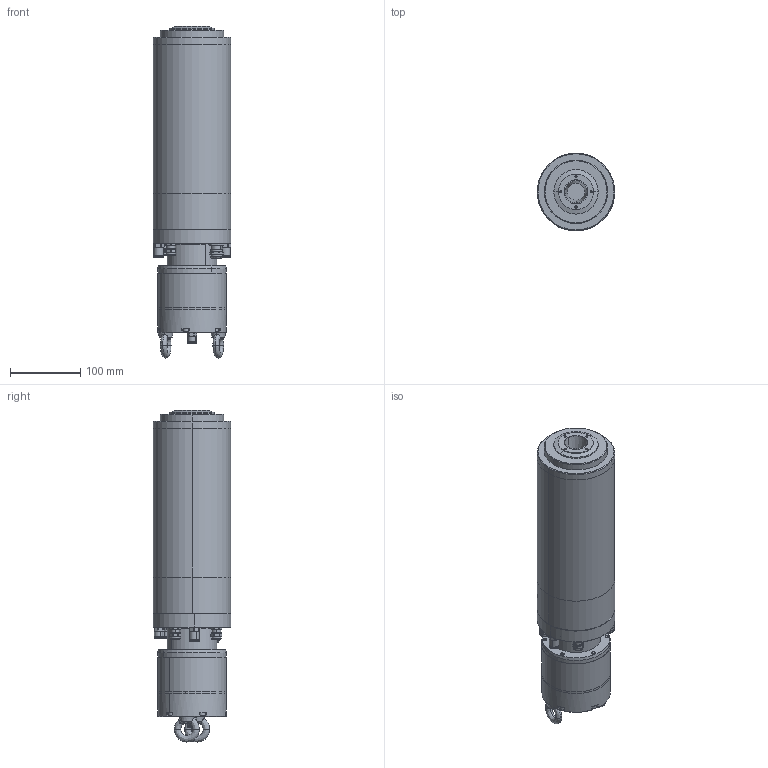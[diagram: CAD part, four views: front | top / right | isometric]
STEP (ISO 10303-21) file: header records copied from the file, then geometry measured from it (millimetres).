
FILE_DESCRIPTION (( 'STEP AP203' ), '1' );
FILE_NAME ('GDL110-30-18Z-3.2籵蚚ァ詰.STEP', '2024-10-07T03:26:52', ( '00' ), ( '' ), 'SwSTEP 2.0', 'SolidWorks 2018', '' );
FILE_SCHEMA (( 'CONFIG_CONTROL_DESIGN' ));
Length unit declared in the file: millimetre
Products named in the file (39): GB／T 70．1-2000内六角圆柱头螺钉M5×90(8．8级); ヶ詰极; M12x1.5踢扽跡擘芛15-18; GB／T 70．1-2000内六角圆柱头螺钉M6×25(8．8级); GDL110-30-24Z儂褲; GDL110-30-18Z-3.2籵蚚ァ詰; ｻ鏸焏; YONG RUI D6辦脣ァ郲RC1-8; GDL110-30-24Z气缸1; 綴詰极; GDL100-125通用活塞; GB／T 70．1-2000内六角圆柱头螺钉M5×45(8．8级); M12x1.5踢扽跡擘芛14-14; ァ詰釱GDL110; 詰裔; GDL110籵蚚ァ詰; 活塞S(带槽); GDL110-30-24Z前螺母; 活塞L(带槽); YONG RUI D8辦脣ァ郲RC1-8; 籵蚚ァ詰蚾饜; 遣喳え; GB 825-88吊环螺钉M8×16(20钢)
Assembly tree (41 placements, depth 4):
  GDL110-30-18Z-3.2籵蚚ァ詰
    GDL110-30-24Z儂褲
    GDL110-30-24Z前螺母
    GDL110-30-24Z气缸1
    GDL110籵蚚ァ詰
      ァ詰釱GDL110
      籵蚚ァ詰蚾饜
        綴詰极
        ヶ詰极
        遣喳え
        詰裔
        ｻ鏸焏
        活塞S(带槽)
        活塞L(带槽)
        GDL100-125通用活塞
        GB／T 70．1-2000内六角圆柱头螺钉M5×45(8．8级)
        GB／T 70．1-2000内六角圆柱头螺钉M5×45(8．8级)
        GB／T 70．1-2000内六角圆柱头螺钉M5×45(8．8级)
        GB／T 70．1-2000内六角圆柱头螺钉M5×45(8．8级)
        GB／T 70．1-2000内六角圆柱头螺钉M5×45(8．8级)
        GB／T 70．1-2000内六角圆柱头螺钉M5×45(8．8级)
        GB／T 70．1-2000内六角圆柱头螺钉M5×90(8．8级)
        GB／T 70．1-2000内六角圆柱头螺钉M5×90(8．8级)  x2
        GB／T 70．1-2000内六角圆柱头螺钉M5×90(8．8级)
        GB／T 70．1-2000内六角圆柱头螺钉M5×90(8．8级)
        GB／T 70．1-2000内六角圆柱头螺钉M5×90(8．8级)
        GB 825-88吊环螺钉M8×16(20钢)  x2
      YONG RUI D6辦脣ァ郲RC1-8
      YONG RUI D6辦脣ァ郲RC1-8
      YONG RUI D6辦脣ァ郲RC1-8
      YONG RUI D8辦脣ァ郲RC1-8
      YONG RUI D8辦脣ァ郲RC1-8
      M12x1.5踢扽跡擘芛15-18
      M12x1.5踢扽跡擘芛14-14
      YONG RUI D6辦脣ァ郲RC1-8
      GB／T 70．1-2000内六角圆柱头螺钉M6×25(8．8级)
      GB／T 70．1-2000内六角圆柱头螺钉M6×25(8．8级)
      GB／T 70．1-2000内六角圆柱头螺钉M6×25(8．8级)  x2
      M12x1.5踢扽跡擘芛14-14
Bounding box: 110.27 x 110 x 471.1 mm (x, y, z)
Volume: 3078053.9 mm3; surface area: 337826.8 mm2
Topology: 43 solids, 43 shells, 1166 faces, 2874 edges, 1852 vertices
Faces by surface type: cylinder 487, plane 380, cone 225, bspline 74
Entity records: 41322 total; most frequent: CARTESIAN_POINT 10407, DIRECTION 5844, ORIENTED_EDGE 5428, EDGE_CURVE 2714, AXIS2_PLACEMENT_3D 2395, VERTEX_POINT 1764, CIRCLE 1299, EDGE_LOOP 1286
